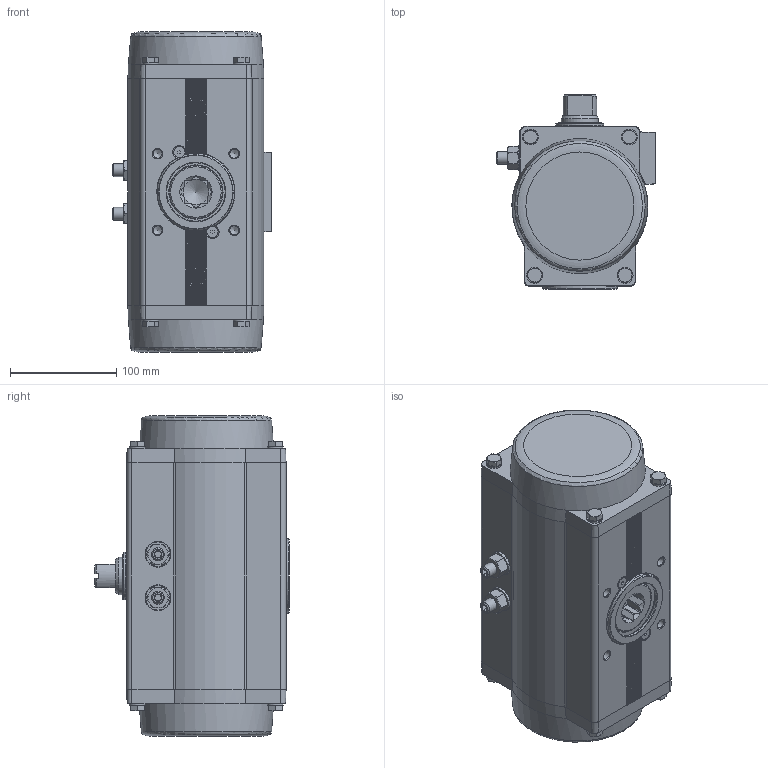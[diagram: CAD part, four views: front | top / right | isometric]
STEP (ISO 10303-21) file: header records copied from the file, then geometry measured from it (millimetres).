
FILE_DESCRIPTION(/* description */ ('STEP AP214'),/* implementation_level */ '2;1');
FILE_NAME(/* name */ '8102848_DFPD-240-RP-90-RS35-F10-R3-C-VDE2',/* time_stamp */ '2024-08-15T17:51:20+02:00',/* author */ ('License CC BY-ND 4.0'),/* organization */ ('CADENAS'),/* preprocessor_version */ 'ST-DEVELOPER v19.3',/* originating_system */ 'PARTsolutions',/* authorisation */ ' ');
FILE_SCHEMA (('AUTOMOTIVE_DESIGN {1 0 10303 214 3 1 1}'));
Length unit declared in the file: millimetre
Products named in the file (8): 8102848 DFPD-240-RP-90-RS35-F10-R3-C-VDE2---(0); 8042190 DFPD-240-90-RS-F10-C-VDE2---(housing); 8042190 DFPD-240(F07_0)---(shaft); 4134333 SCHEIBE 12.3X23X2.5-1.4301; DIN 934 - M12(F); 8088531 DFPD-240/300-C--(adj); 8101069 DFPD-CTR-F10--(ctr); 8120158 DFPD-...-C-VDE2---(PS)
Assembly tree (11 placements, depth 2):
  8102848 DFPD-240-RP-90-RS35-F10-R3-C-VDE2---(0)
    8042190 DFPD-240-90-RS-F10-C-VDE2---(housing)
    8042190 DFPD-240(F07_0)---(shaft)
    4134333 SCHEIBE 12.3X23X2.5-1.4301  x2
    DIN 934 - M12(F)  x2
    8088531 DFPD-240/300-C--(adj)  x2
    8101069 DFPD-CTR-F10--(ctr)
    8120158 DFPD-...-C-VDE2---(PS)  x2
Bounding box: 150.33 x 183 x 301.4 mm (x, y, z)
Volume: 4930832.5 mm3; surface area: 267734.8 mm2
Topology: 11 solids, 11 shells, 758 faces, 1763 edges, 1096 vertices
Faces by surface type: plane 353, cylinder 178, cone 177, torus 48, sphere 2
Full cylindrical faces by diameter (mm): 2 x2, 4.134 x10, 4.2 x1, 4.5 x2, 4.917 x1, 5.5 x2, 5.917 x2, 6.647 x1, 7 x2, 8 x2, 8.376 x4, 8.5 x2, 10 x2, 10.106 x4, 10.57 x2, 11.445 x2, 11.5 x2, 12 x4, 12.3 x2, 12.4 x1, 15 x8, 18.4 x2, 23 x2, 24 x2, 30.8 x1, 35 x3, 36.5 x1, 38.7 x2, 45 x2, 48 x1
Entity records: 19130 total; most frequent: CARTESIAN_POINT 3927, DIRECTION 3081, ORIENTED_EDGE 2760, EDGE_CURVE 1380, AXIS2_PLACEMENT_3D 1255, FACE_BOUND 973, VERTEX_POINT 971, EDGE_LOOP 955
